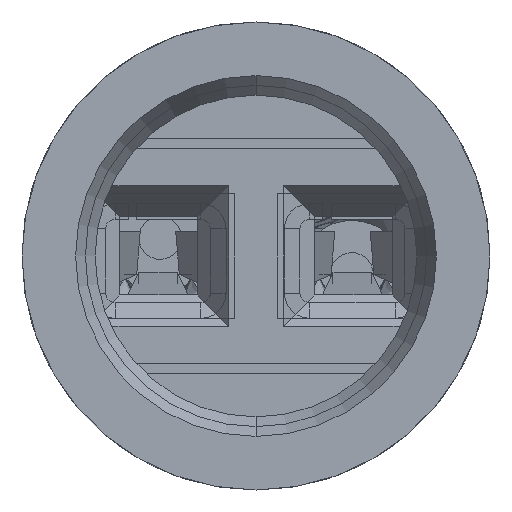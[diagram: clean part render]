
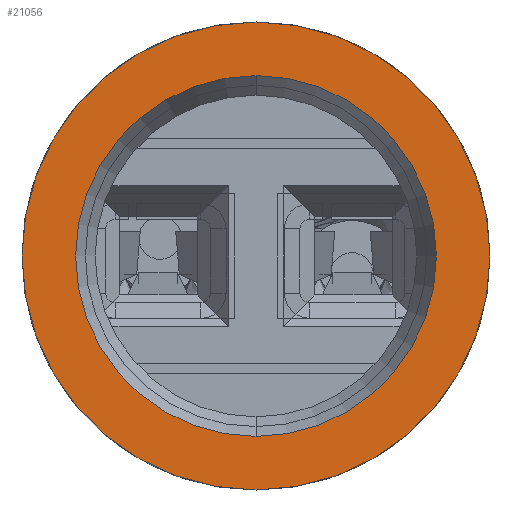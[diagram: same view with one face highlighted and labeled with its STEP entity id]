
A CAD part, front view. The second image highlights one B-rep face of the part: STEP entity #21056.
In plain terms, the highlighted planar face has unit normal (0, -1, 0).
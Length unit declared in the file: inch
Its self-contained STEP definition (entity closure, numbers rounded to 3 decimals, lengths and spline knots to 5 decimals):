
#166 = CIRCLE ( 'NONE', #17831, 0.12 ) ;
#1069 = DIRECTION ( 'NONE',  ( 0., 0., 1. ) ) ;
#1212 = EDGE_CURVE ( 'NONE', #4918, #10200, #18285, .T. ) ;
#1461 = DIRECTION ( 'NONE',  ( 0., 1., 0. ) ) ;
#1537 = ORIENTED_EDGE ( 'NONE', *, *, #1212, .F. ) ;
#1560 = AXIS2_PLACEMENT_3D ( 'NONE', #13491, #1461, #15503 ) ;
#2814 = EDGE_LOOP ( 'NONE', ( #1537, #16841 ) ) ;
#3536 = CARTESIAN_POINT ( 'NONE',  ( 0.12, -0.16, 0.055 ) ) ;
#4125 = AXIS2_PLACEMENT_3D ( 'NONE', #3536, #17561, #5551 ) ;
#4205 = EDGE_CURVE ( 'NONE', #8782, #22546, #11874, .T. ) ;
#4229 = FACE_OUTER_BOUND ( 'NONE', #2814, .T. ) ;
#4918 = VERTEX_POINT ( 'NONE', #20471 ) ;
#5551 = DIRECTION ( 'NONE',  ( 0., 0., 1. ) ) ;
#5899 = EDGE_CURVE ( 'NONE', #10200, #4918, #166, .T. ) ;
#7439 = EDGE_LOOP ( 'NONE', ( #17701, #13497 ) ) ;
#8782 = VERTEX_POINT ( 'NONE', #14225 ) ;
#9589 = CARTESIAN_POINT ( 'NONE',  ( 0.12, -0.16, 0.1475 ) ) ;
#10200 = VERTEX_POINT ( 'NONE', #13550 ) ;
#10996 = CARTESIAN_POINT ( 'NONE',  ( 0.12, -0.16, 0.055 ) ) ;
#11137 = DIRECTION ( 'NONE',  ( 0., 1., 0. ) ) ;
#11874 = CIRCLE ( 'NONE', #4125, 0.0925 ) ;
#11890 = DIRECTION ( 'NONE',  ( 0., 1., 0. ) ) ;
#12166 = AXIS2_PLACEMENT_3D ( 'NONE', #10996, #11137, #25128 ) ;
#13083 = DIRECTION ( 'NONE',  ( 0., 1., 0. ) ) ;
#13491 = CARTESIAN_POINT ( 'NONE',  ( 0.12, -0.16, 0.055 ) ) ;
#13497 = ORIENTED_EDGE ( 'NONE', *, *, #24363, .T. ) ;
#13550 = CARTESIAN_POINT ( 'NONE',  ( 0.12, -0.16, -0.065 ) ) ;
#14225 = CARTESIAN_POINT ( 'NONE',  ( 0.12, -0.16, -0.0375 ) ) ;
#15503 = DIRECTION ( 'NONE',  ( 0., 0., 1. ) ) ;
#16841 = ORIENTED_EDGE ( 'NONE', *, *, #5899, .F. ) ;
#17561 = DIRECTION ( 'NONE',  ( 0., 1., 0. ) ) ;
#17701 = ORIENTED_EDGE ( 'NONE', *, *, #4205, .T. ) ;
#17831 = AXIS2_PLACEMENT_3D ( 'NONE', #23873, #11890, #25873 ) ;
#18285 = CIRCLE ( 'NONE', #12166, 0.12 ) ;
#20471 = CARTESIAN_POINT ( 'NONE',  ( 0.12, -0.16, 0.175 ) ) ;
#21025 = PLANE ( 'NONE',  #24859 ) ;
#21056 = ADVANCED_FACE ( 'NONE', ( #4229, #24932 ), #21025, .F. ) ;
#22546 = VERTEX_POINT ( 'NONE', #9589 ) ;
#23050 = CARTESIAN_POINT ( 'NONE',  ( 0.12, -0.16, -0.065 ) ) ;
#23873 = CARTESIAN_POINT ( 'NONE',  ( 0.12, -0.16, 0.055 ) ) ;
#24363 = EDGE_CURVE ( 'NONE', #22546, #8782, #24410, .T. ) ;
#24410 = CIRCLE ( 'NONE', #1560, 0.0925 ) ;
#24859 = AXIS2_PLACEMENT_3D ( 'NONE', #23050, #13083, #1069 ) ;
#24932 = FACE_BOUND ( 'NONE', #7439, .T. ) ;
#25128 = DIRECTION ( 'NONE',  ( 0., 0., 1. ) ) ;
#25873 = DIRECTION ( 'NONE',  ( 0., 0., 1. ) ) ;
